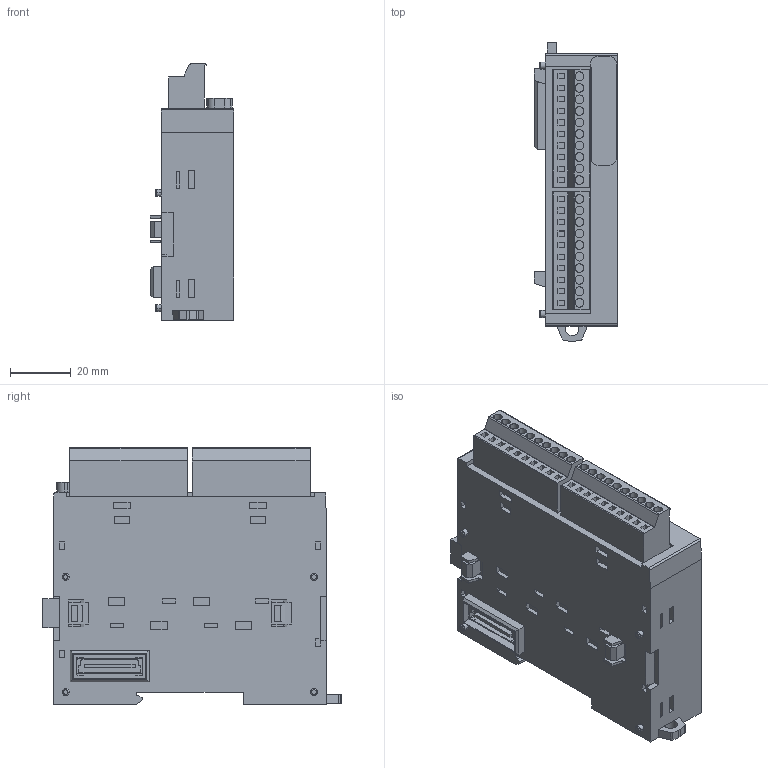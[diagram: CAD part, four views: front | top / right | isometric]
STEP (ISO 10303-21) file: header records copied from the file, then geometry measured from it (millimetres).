
FILE_DESCRIPTION(('STEP AP242'),'1');
FILE_NAME('tm3ai4.stp','2018-11-13T16:14:48',('TraceParts'),('TraceParts S.A.'),'Spatial InterOp 3D',' ',' ');
FILE_SCHEMA(('AP242_MANAGED_MODEL_BASED_3D_ENGINEERING_MIM_LF {1 0 10303 442 1 1 4}'));
Length unit declared in the file: millimetre
Products named in the file (1): tm3ai4_1
Bounding box: 27.55 x 98.6 x 84.65 mm (x, y, z)
Volume: 152081.8 mm3; surface area: 31638.9 mm2
Topology: 3 solids, 3 shells, 629 faces, 1567 edges, 1040 vertices
Faces by surface type: plane 525, cylinder 92, torus 12
Entity records: 23608 total; most frequent: CARTESIAN_POINT 3276, ORIENTED_EDGE 3134, DIRECTION 3034, EDGE_CURVE 1567, LINE 1346, VECTOR 1346, VERTEX_POINT 1040, AXIS2_PLACEMENT_3D 844
